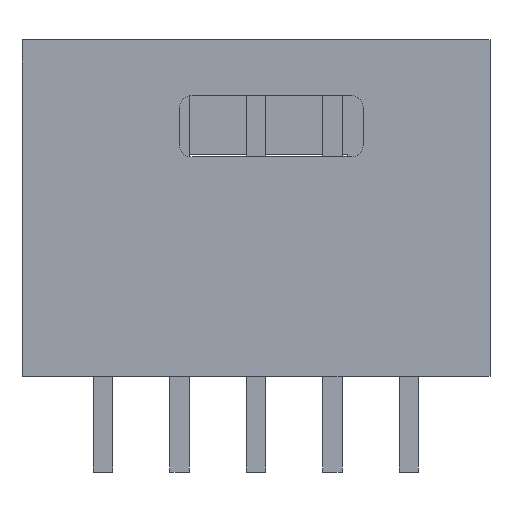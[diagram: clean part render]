
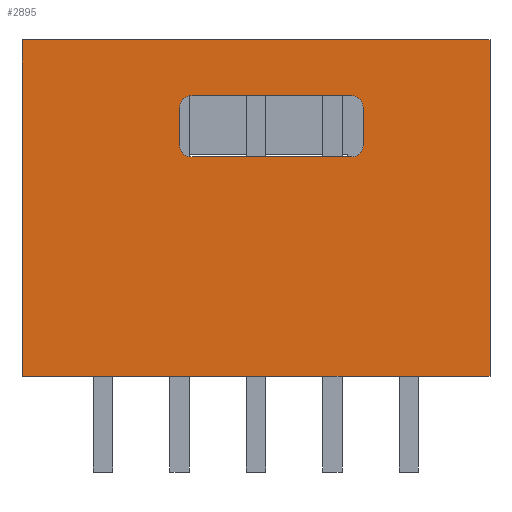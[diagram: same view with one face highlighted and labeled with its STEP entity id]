
A CAD part, front view. The second image highlights one B-rep face of the part: STEP entity #2895.
In plain terms, the highlighted planar face has unit normal (0, -1, 0).
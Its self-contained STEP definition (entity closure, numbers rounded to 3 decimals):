
#146=DIRECTION('',(1.,0.,0.));
#147=VECTOR('',#146,15.545);
#148=CARTESIAN_POINT('',(-7.772,-5.08,0.));
#149=LINE('',#148,#147);
#298=DIRECTION('',(0.,0.,-1.));
#299=VECTOR('',#298,11.176);
#300=CARTESIAN_POINT('',(-7.772,-5.08,0.));
#301=LINE('',#300,#299);
#302=DIRECTION('',(1.,0.,0.));
#303=VECTOR('',#302,5.334);
#304=CARTESIAN_POINT('',(-2.159,-5.08,-3.886));
#305=LINE('',#304,#303);
#306=CARTESIAN_POINT('',(3.175,-5.08,-3.505));
#307=DIRECTION('',(0.,-1.,0.));
#308=DIRECTION('',(0.,0.,-1.));
#309=AXIS2_PLACEMENT_3D('',#306,#307,#308);
#311=DIRECTION('',(0.,0.,1.));
#312=VECTOR('',#311,1.27);
#313=CARTESIAN_POINT('',(3.556,-5.08,-3.505));
#314=LINE('',#313,#312);
#315=CARTESIAN_POINT('',(3.175,-5.08,-2.235));
#316=DIRECTION('',(0.,-1.,0.));
#317=DIRECTION('',(1.,0.,0.));
#318=AXIS2_PLACEMENT_3D('',#315,#316,#317);
#320=DIRECTION('',(-1.,0.,0.));
#321=VECTOR('',#320,5.334);
#322=CARTESIAN_POINT('',(3.175,-5.08,-1.854));
#323=LINE('',#322,#321);
#324=CARTESIAN_POINT('',(-2.159,-5.08,-2.235));
#325=DIRECTION('',(0.,-1.,0.));
#326=DIRECTION('',(0.,0.,1.));
#327=AXIS2_PLACEMENT_3D('',#324,#325,#326);
#329=DIRECTION('',(0.,0.,-1.));
#330=VECTOR('',#329,1.27);
#331=CARTESIAN_POINT('',(-2.54,-5.08,-2.235));
#332=LINE('',#331,#330);
#333=CARTESIAN_POINT('',(-2.159,-5.08,-3.505));
#334=DIRECTION('',(0.,-1.,0.));
#335=DIRECTION('',(-1.,0.,0.));
#336=AXIS2_PLACEMENT_3D('',#333,#334,#335);
#350=DIRECTION('',(0.,0.,-1.));
#351=VECTOR('',#350,11.176);
#352=CARTESIAN_POINT('',(7.772,-5.08,0.));
#353=LINE('',#352,#351);
#434=DIRECTION('',(1.,0.,0.));
#435=VECTOR('',#434,15.545);
#436=CARTESIAN_POINT('',(-7.772,-5.08,-11.176));
#437=LINE('',#436,#435);
#2058=CARTESIAN_POINT('',(-7.772,-5.08,0.));
#2059=CARTESIAN_POINT('',(7.772,-5.08,0.));
#2060=VERTEX_POINT('',#2058);
#2061=VERTEX_POINT('',#2059);
#2067=CARTESIAN_POINT('',(-7.772,-5.08,-11.176));
#2069=VERTEX_POINT('',#2067);
#2070=CARTESIAN_POINT('',(7.772,-5.08,-11.176));
#2071=VERTEX_POINT('',#2070);
#2118=CARTESIAN_POINT('',(-2.159,-5.08,-3.886));
#2119=CARTESIAN_POINT('',(3.175,-5.08,-3.886));
#2120=VERTEX_POINT('',#2118);
#2121=VERTEX_POINT('',#2119);
#2122=CARTESIAN_POINT('',(3.556,-5.08,-3.505));
#2123=CARTESIAN_POINT('',(3.556,-5.08,-2.235));
#2124=VERTEX_POINT('',#2122);
#2125=VERTEX_POINT('',#2123);
#2126=CARTESIAN_POINT('',(3.175,-5.08,-1.854));
#2127=CARTESIAN_POINT('',(-2.159,-5.08,-1.854));
#2128=VERTEX_POINT('',#2126);
#2129=VERTEX_POINT('',#2127);
#2146=CARTESIAN_POINT('',(-2.54,-5.08,-3.505));
#2147=VERTEX_POINT('',#2146);
#2148=CARTESIAN_POINT('',(-2.54,-5.08,-2.235));
#2149=VERTEX_POINT('',#2148);
#2865=CARTESIAN_POINT('',(-7.772,-5.08,0.));
#2866=DIRECTION('',(0.,-1.,0.));
#2867=DIRECTION('',(1.,0.,0.));
#2868=AXIS2_PLACEMENT_3D('',#2865,#2866,#2867);
#2869=PLANE('',#2868);
#2870=ORIENTED_EDGE('',*,*,#2705,.T.);
#2872=ORIENTED_EDGE('',*,*,#2871,.T.);
#2874=ORIENTED_EDGE('',*,*,#2873,.F.);
#2876=ORIENTED_EDGE('',*,*,#2875,.F.);
#2877=EDGE_LOOP('',(#2870,#2872,#2874,#2876));
#2878=FACE_OUTER_BOUND('',#2877,.F.);
#2880=ORIENTED_EDGE('',*,*,#2879,.T.);
#2882=ORIENTED_EDGE('',*,*,#2881,.T.);
#2884=ORIENTED_EDGE('',*,*,#2883,.T.);
#2886=ORIENTED_EDGE('',*,*,#2885,.T.);
#2888=ORIENTED_EDGE('',*,*,#2887,.T.);
#2890=ORIENTED_EDGE('',*,*,#2889,.T.);
#2891=ORIENTED_EDGE('',*,*,#2844,.T.);
#2892=ORIENTED_EDGE('',*,*,#2856,.T.);
#2893=EDGE_LOOP('',(#2880,#2882,#2884,#2886,#2888,#2890,#2891,#2892));
#2894=FACE_BOUND('',#2893,.F.);
#310=CIRCLE('',#309,0.381);
#319=CIRCLE('',#318,0.381);
#328=CIRCLE('',#327,0.381);
#337=CIRCLE('',#336,0.381);
#2705=EDGE_CURVE('',#2060,#2061,#149,.T.);
#2844=EDGE_CURVE('',#2149,#2147,#332,.T.);
#2856=EDGE_CURVE('',#2147,#2120,#337,.T.);
#2871=EDGE_CURVE('',#2061,#2071,#353,.T.);
#2873=EDGE_CURVE('',#2069,#2071,#437,.T.);
#2875=EDGE_CURVE('',#2060,#2069,#301,.T.);
#2879=EDGE_CURVE('',#2120,#2121,#305,.T.);
#2881=EDGE_CURVE('',#2121,#2124,#310,.T.);
#2883=EDGE_CURVE('',#2124,#2125,#314,.T.);
#2885=EDGE_CURVE('',#2125,#2128,#319,.T.);
#2887=EDGE_CURVE('',#2128,#2129,#323,.T.);
#2889=EDGE_CURVE('',#2129,#2149,#328,.T.);
#2895=ADVANCED_FACE('',(#2878,#2894),#2869,.T.);
